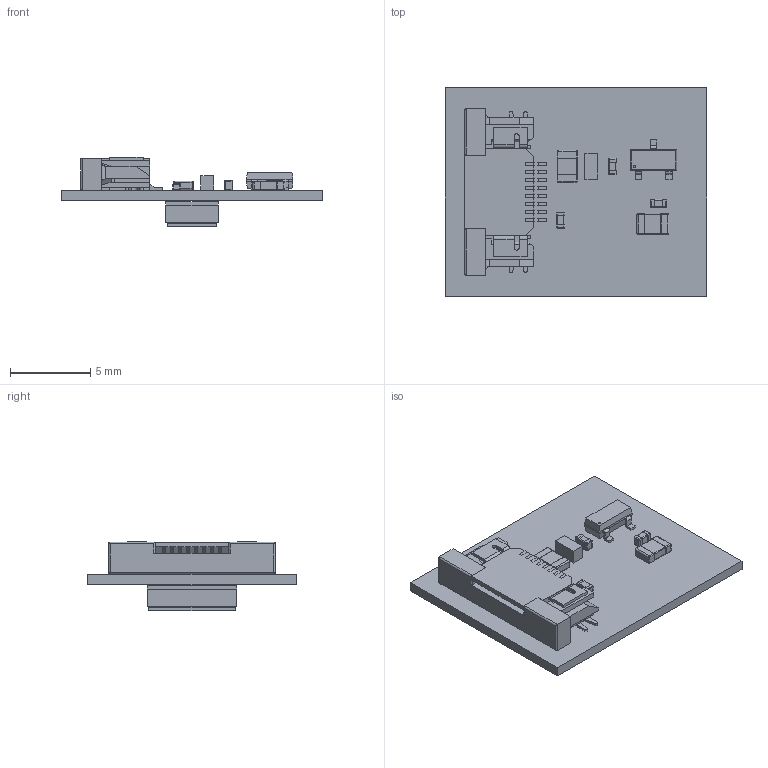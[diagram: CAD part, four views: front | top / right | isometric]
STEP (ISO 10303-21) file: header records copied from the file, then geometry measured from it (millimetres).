
FILE_DESCRIPTION(('Open CASCADE Model'),'2;1');
FILE_NAME('Open CASCADE Shape Model','2024-03-15T14:55:47',('Author'),( 'Open CASCADE'),'Open CASCADE STEP processor 7.5','Open CASCADE 7.5' ,'Unknown');
FILE_SCHEMA(('AUTOMOTIVE_DESIGN { 1 0 10303 214 1 1 1 1 }'));
Length unit declared in the file: millimetre
Products named in the file (32): PCB; Board; Open CASCADE STEP translator 7.5 142.1.1; C2; CAPC2012; X1; 68710814022; Open CASCADE STEP translator 7.5 142.3.1.1; Open CASCADE STEP translator 7.5 142.3.1.2; Open CASCADE STEP translator 7.5 142.3.1.3; Open CASCADE STEP translator 7.5 142.3.1.4; Open CASCADE STEP translator 7.5 142.3.1.5; Open CASCADE STEP translator 7.5 142.3.1.6; Open CASCADE STEP translator 7.5 142.3.1.7; Open CASCADE STEP translator 7.5 142.3.1.8; Open CASCADE STEP translator 7.5 142.3.1.9; Open CASCADE STEP translator 7.5 142.3.1.10; Open CASCADE STEP translator 7.5 142.3.1.11; Open CASCADE STEP translator 7.5 142.3.1.12; U1; MMBT3904; R1; RESC1005X40N; DA1; MAX30105EFD+; C3; C4; CAPC1005X55N; C1; 6680614416; Extruded; C5
Assembly tree (33 placements, depth 4):
  PCB
    Board
      Open CASCADE STEP translator 7.5 142.1.1
    C2
      CAPC2012
    X1
      68710814022
        Open CASCADE STEP translator 7.5 142.3.1.1
        Open CASCADE STEP translator 7.5 142.3.1.2
        Open CASCADE STEP translator 7.5 142.3.1.3
        Open CASCADE STEP translator 7.5 142.3.1.4
        Open CASCADE STEP translator 7.5 142.3.1.5
        Open CASCADE STEP translator 7.5 142.3.1.6
        Open CASCADE STEP translator 7.5 142.3.1.7
        Open CASCADE STEP translator 7.5 142.3.1.8
        Open CASCADE STEP translator 7.5 142.3.1.9
        Open CASCADE STEP translator 7.5 142.3.1.10
        Open CASCADE STEP translator 7.5 142.3.1.11
        Open CASCADE STEP translator 7.5 142.3.1.12
    U1
      MMBT3904
    R1
      RESC1005X40N
    DA1
      MAX30105EFD+
    C3
      CAPC2012
    C4
      CAPC1005X55N
    C1
      6680614416
        Extruded
    C5
      CAPC1005X55N
Bounding box: 16.3 x 13 x 4.33 mm (x, y, z)
Volume: 238.2 mm3; surface area: 1076.1 mm2
Topology: 46 solids, 52 shells, 1138 faces, 2966 edges, 1866 vertices
Faces by surface type: plane 833, cylinder 233, torus 32, sphere 24, bspline 16
Entity records: 32699 total; most frequent: CARTESIAN_POINT 5670, ORIENTED_EDGE 5312, DIRECTION 5048, EDGE_CURVE 2666, LINE 2312, VECTOR 2312, VERTEX_POINT 1718, AXIS2_PLACEMENT_3D 1368
